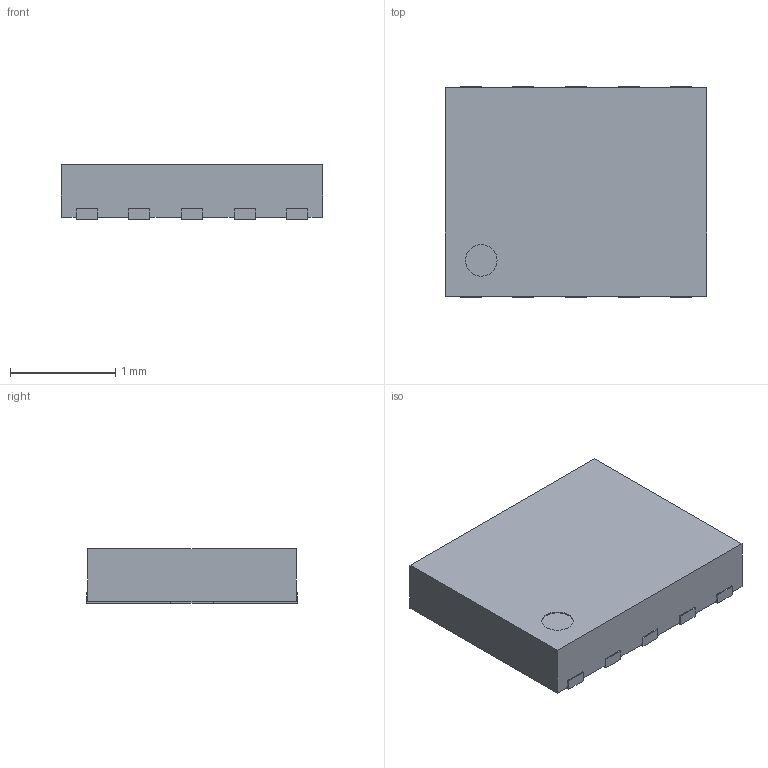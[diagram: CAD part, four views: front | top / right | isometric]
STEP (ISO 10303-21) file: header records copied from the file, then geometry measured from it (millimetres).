
FILE_DESCRIPTION(/* description */ ('model of SOT-1333-1'),/* implementation_level */ '2;1');
FILE_NAME(/* name */ 'SOT-1333-1.step',/* time_stamp */ '2017-05-13T21:10:40',/* author */ ('kicad StepUp','ksu'),/* organization */ ('FreeCAD'),/* preprocessor_version */ 'OCC',/* originating_system */ 'kicad StepUp',/* authorisation */ '');
FILE_SCHEMA(('AUTOMOTIVE_DESIGN_CC2 { 1 2 10303 214 -1 1 5 4 }'));
Length unit declared in the file: millimetre
Products named in the file (1): SOT_1333_1
Bounding box: 2.48 x 2 x 0.52 mm (x, y, z)
Volume: 2.5 mm3; surface area: 14.8 mm2
Topology: 1 solids, 1 shells, 64 faces, 183 edges, 122 vertices
Faces by surface type: plane 63, cylinder 1
Full cylindrical faces by diameter (mm): 0.3 x1
Entity records: 1459 total; most frequent: ORIENTED_EDGE 306, CARTESIAN_POINT 214, EDGE_CURVE 183, LINE 171, VERTEX_POINT 122, AXIS2_PLACEMENT_3D 65, FACE_BOUND 65, EDGE_LOOP 65
